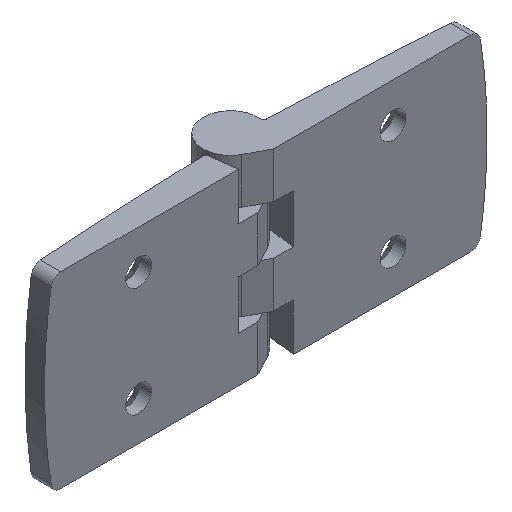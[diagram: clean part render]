
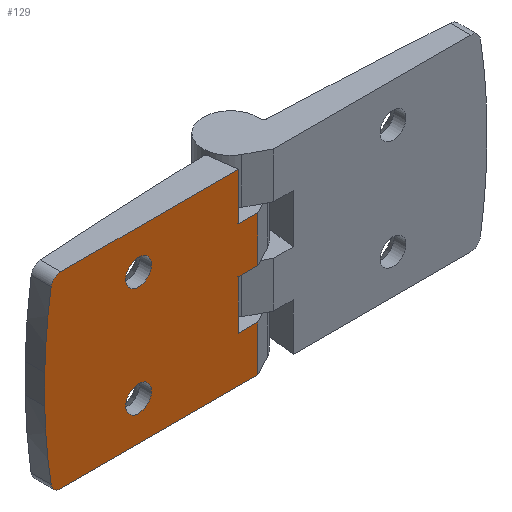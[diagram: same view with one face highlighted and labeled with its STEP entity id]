
A CAD part, isometric view. The second image highlights one B-rep face of the part: STEP entity #129.
In plain terms, the highlighted planar face has unit normal (0, -1, 0).
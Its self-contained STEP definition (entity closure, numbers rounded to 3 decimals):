
#129 = ADVANCED_FACE( '', ( #300, #301, #302 ), #303, .F. );
#300 = FACE_BOUND( '', #503, .T. );
#301 = FACE_BOUND( '', #504, .T. );
#302 = FACE_OUTER_BOUND( '', #505, .T. );
#303 = PLANE( '', #506 );
#503 = EDGE_LOOP( '', ( #853 ) );
#504 = EDGE_LOOP( '', ( #854 ) );
#505 = EDGE_LOOP( '', ( #855, #856, #857, #858, #859, #860, #861, #862, #863, #864, #865, #866, #867, #868 ) );
#506 = AXIS2_PLACEMENT_3D( '', #869, #870, #871 );
#853 = ORIENTED_EDGE( '', *, *, #1216, .T. );
#854 = ORIENTED_EDGE( '', *, *, #1129, .T. );
#855 = ORIENTED_EDGE( '', *, *, #1266, .F. );
#856 = ORIENTED_EDGE( '', *, *, #1267, .F. );
#857 = ORIENTED_EDGE( '', *, *, #1140, .T. );
#858 = ORIENTED_EDGE( '', *, *, #1268, .F. );
#859 = ORIENTED_EDGE( '', *, *, #1269, .F. );
#860 = ORIENTED_EDGE( '', *, *, #1131, .T. );
#861 = ORIENTED_EDGE( '', *, *, #1270, .F. );
#862 = ORIENTED_EDGE( '', *, *, #1211, .F. );
#863 = ORIENTED_EDGE( '', *, *, #1271, .F. );
#864 = ORIENTED_EDGE( '', *, *, #1205, .T. );
#865 = ORIENTED_EDGE( '', *, *, #1272, .F. );
#866 = ORIENTED_EDGE( '', *, *, #1273, .F. );
#867 = ORIENTED_EDGE( '', *, *, #1274, .F. );
#868 = ORIENTED_EDGE( '', *, *, #1275, .F. );
#869 = CARTESIAN_POINT( '', ( -56.5, -9., 24. ) );
#870 = DIRECTION( '', ( 0., 1., 0. ) );
#871 = DIRECTION( '', ( 0., 0., 1. ) );
#1129 = EDGE_CURVE( '', #1331, #1331, #1332, .T. );
#1131 = EDGE_CURVE( '', #1334, #1335, #1336, .T. );
#1140 = EDGE_CURVE( '', #1352, #1349, #1353, .T. );
#1205 = EDGE_CURVE( '', #1466, #1464, #1467, .T. );
#1211 = EDGE_CURVE( '', #1474, #1476, #1477, .T. );
#1216 = EDGE_CURVE( '', #1484, #1484, #1485, .T. );
#1266 = EDGE_CURVE( '', #1561, #1562, #1563, .T. );
#1267 = EDGE_CURVE( '', #1352, #1561, #1564, .T. );
#1268 = EDGE_CURVE( '', #1565, #1349, #1566, .T. );
#1269 = EDGE_CURVE( '', #1334, #1565, #1567, .T. );
#1270 = EDGE_CURVE( '', #1476, #1335, #1568, .T. );
#1271 = EDGE_CURVE( '', #1466, #1474, #1569, .T. );
#1272 = EDGE_CURVE( '', #1570, #1464, #1571, .T. );
#1273 = EDGE_CURVE( '', #1572, #1570, #1573, .T. );
#1274 = EDGE_CURVE( '', #1574, #1572, #1575, .T. );
#1275 = EDGE_CURVE( '', #1562, #1574, #1576, .T. );
#1331 = VERTEX_POINT( '', #1634 );
#1332 = CIRCLE( '', #1635, 3.3 );
#1334 = VERTEX_POINT( '', #1637 );
#1335 = VERTEX_POINT( '', #1638 );
#1336 = LINE( '', #1639, #1640 );
#1349 = VERTEX_POINT( '', #1656 );
#1352 = VERTEX_POINT( '', #1660 );
#1353 = LINE( '', #1661, #1662 );
#1464 = VERTEX_POINT( '', #2086 );
#1466 = VERTEX_POINT( '', #2089 );
#1467 = LINE( '', #2090, #2091 );
#1474 = VERTEX_POINT( '', #2100 );
#1476 = VERTEX_POINT( '', #2103 );
#1477 = LINE( '', #2104, #2105 );
#1484 = VERTEX_POINT( '', #2113 );
#1485 = CIRCLE( '', #2114, 3.3 );
#1561 = VERTEX_POINT( '', #2325 );
#1562 = VERTEX_POINT( '', #2326 );
#1563 = CIRCLE( '', #2327, 2.5 );
#1564 = CIRCLE( '', #2328, 141.586 );
#1565 = VERTEX_POINT( '', #2329 );
#1566 = CIRCLE( '', #2330, 141.586 );
#1567 = CIRCLE( '', #2331, 2.5 );
#1568 = LINE( '', #2332, #2333 );
#1569 = LINE( '', #2334, #2335 );
#1570 = VERTEX_POINT( '', #2336 );
#1571 = LINE( '', #2337, #2338 );
#1572 = VERTEX_POINT( '', #2339 );
#1573 = LINE( '', #2340, #2341 );
#1574 = VERTEX_POINT( '', #2342 );
#1575 = LINE( '', #2343, #2344 );
#1576 = LINE( '', #2345, #2346 );
#1634 = CARTESIAN_POINT( '', ( -32.5, -9., 17.3 ) );
#1635 = AXIS2_PLACEMENT_3D( '', #2421, #2422, #2423 );
#1637 = CARTESIAN_POINT( '', ( -52.377, -9., -24. ) );
#1638 = CARTESIAN_POINT( '', ( -2., -9., -24. ) );
#1639 = CARTESIAN_POINT( '', ( -56.5, -9., -24. ) );
#1640 = VECTOR( '', #2424, 1000. );
#1656 = CARTESIAN_POINT( '', ( -56.5, -9., -3.722 ) );
#1660 = CARTESIAN_POINT( '', ( -56.5, -9., 3.722 ) );
#1661 = CARTESIAN_POINT( '', ( -56.5, -9., 24. ) );
#1662 = VECTOR( '', #2438, 1000. );
#2086 = CARTESIAN_POINT( '', ( -2., -9., 0.2 ) );
#2089 = CARTESIAN_POINT( '', ( -7., -9., 0.2 ) );
#2090 = CARTESIAN_POINT( '', ( -7., -9., 0.2 ) );
#2091 = VECTOR( '', #2520, 1000. );
#2100 = CARTESIAN_POINT( '', ( -7., -9., -12.3 ) );
#2103 = CARTESIAN_POINT( '', ( -2., -9., -12.3 ) );
#2104 = CARTESIAN_POINT( '', ( -7., -9., -12.3 ) );
#2105 = VECTOR( '', #2527, 1000. );
#2113 = CARTESIAN_POINT( '', ( -32.5, -9., -10.7 ) );
#2114 = AXIS2_PLACEMENT_3D( '', #2535, #2536, #2537 );
#2325 = CARTESIAN_POINT( '', ( -54.847, -9., 21.886 ) );
#2326 = CARTESIAN_POINT( '', ( -52.377, -9., 24. ) );
#2327 = AXIS2_PLACEMENT_3D( '', #2602, #2603, #2604 );
#2328 = AXIS2_PLACEMENT_3D( '', #2605, #2606, #2607 );
#2329 = CARTESIAN_POINT( '', ( -54.847, -9., -21.886 ) );
#2330 = AXIS2_PLACEMENT_3D( '', #2608, #2609, #2610 );
#2331 = AXIS2_PLACEMENT_3D( '', #2611, #2612, #2613 );
#2332 = CARTESIAN_POINT( '', ( -2., -9., 24. ) );
#2333 = VECTOR( '', #2614, 1000. );
#2334 = CARTESIAN_POINT( '', ( -7., -9., 0.2 ) );
#2335 = VECTOR( '', #2615, 1000. );
#2336 = CARTESIAN_POINT( '', ( -2., -9., 11.9 ) );
#2337 = CARTESIAN_POINT( '', ( -2., -9., 24. ) );
#2338 = VECTOR( '', #2616, 1000. );
#2339 = CARTESIAN_POINT( '', ( -7., -9., 11.9 ) );
#2340 = CARTESIAN_POINT( '', ( -7., -9., 11.9 ) );
#2341 = VECTOR( '', #2617, 1000. );
#2342 = CARTESIAN_POINT( '', ( -7., -9., 24. ) );
#2343 = CARTESIAN_POINT( '', ( -7., -9., 24.4 ) );
#2344 = VECTOR( '', #2618, 1000. );
#2345 = CARTESIAN_POINT( '', ( -56.5, -9., 24. ) );
#2346 = VECTOR( '', #2619, 1000. );
#2421 = CARTESIAN_POINT( '', ( -32.5, -9., 14. ) );
#2422 = DIRECTION( '', ( 0., 1., 0. ) );
#2423 = DIRECTION( '', ( 0., 0., 1. ) );
#2424 = DIRECTION( '', ( 1., 0., 0. ) );
#2438 = DIRECTION( '', ( 0., 0., -1. ) );
#2520 = DIRECTION( '', ( 1., 0., 0. ) );
#2527 = DIRECTION( '', ( 1., 0., 0. ) );
#2535 = CARTESIAN_POINT( '', ( -32.5, -9., -14. ) );
#2536 = DIRECTION( '', ( 0., 1., 0. ) );
#2537 = DIRECTION( '', ( 0., 0., 1. ) );
#2602 = CARTESIAN_POINT( '', ( -52.377, -9., 21.5 ) );
#2603 = DIRECTION( '', ( 0., 1., 0. ) );
#2604 = DIRECTION( '', ( 1., 0., 0. ) );
#2605 = CARTESIAN_POINT( '', ( 85.037, -9., 0. ) );
#2606 = DIRECTION( '', ( 0., 1., 0. ) );
#2607 = DIRECTION( '', ( 1., 0., 0. ) );
#2608 = CARTESIAN_POINT( '', ( 85.037, -9., 0. ) );
#2609 = DIRECTION( '', ( 0., 1., 0. ) );
#2610 = DIRECTION( '', ( 1., 0., 0. ) );
#2611 = CARTESIAN_POINT( '', ( -52.377, -9., -21.5 ) );
#2612 = DIRECTION( '', ( 0., 1., 0. ) );
#2613 = DIRECTION( '', ( 1., 0., 0. ) );
#2614 = DIRECTION( '', ( 0., 0., -1. ) );
#2615 = DIRECTION( '', ( 0., 0., -1. ) );
#2616 = DIRECTION( '', ( 0., 0., -1. ) );
#2617 = DIRECTION( '', ( 1., 0., 0. ) );
#2618 = DIRECTION( '', ( 0., 0., -1. ) );
#2619 = DIRECTION( '', ( 1., 0., 0. ) );
